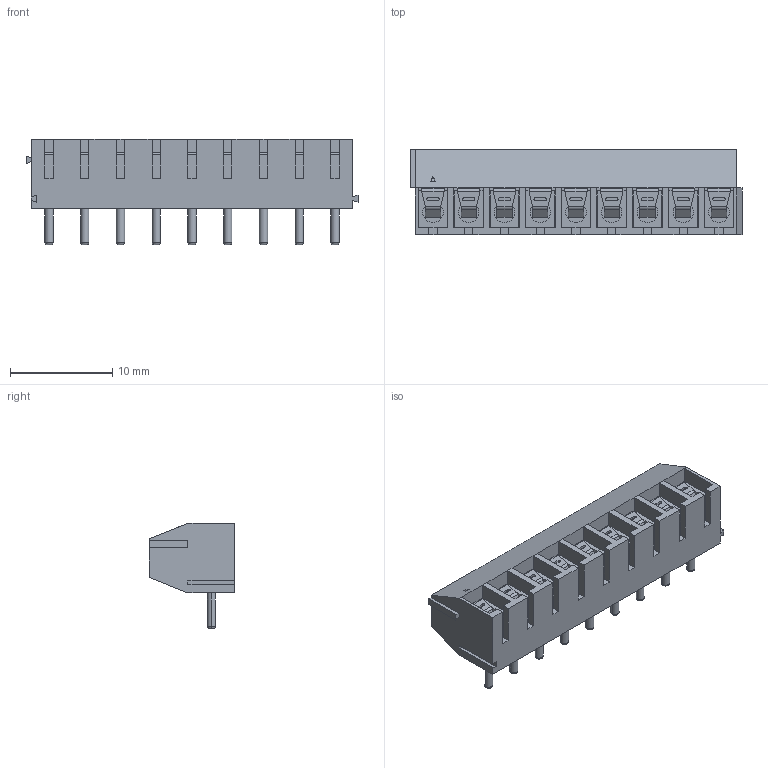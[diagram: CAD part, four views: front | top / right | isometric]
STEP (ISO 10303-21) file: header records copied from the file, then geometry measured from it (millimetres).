
FILE_DESCRIPTION (( 'STEP AP214' ), '1' );
FILE_NAME ('DG350R-3.5-09P-12-00AH.STEP', '2021-01-18T04:03:09', ( '' ), ( '' ), 'SwSTEP 2.0', 'SolidWorks 2020', '' );
FILE_SCHEMA (( 'AUTOMOTIVE_DESIGN' ));
Length unit declared in the file: millimetre
Products named in the file (1): DG350R-3.5-09P-12-00AH
Bounding box: 32.5 x 8.4 x 10.3 mm (x, y, z)
Volume: 1292.3 mm3; surface area: 2743.2 mm2
Topology: 1 solids, 1 shells, 896 faces, 2323 edges, 1491 vertices
Faces by surface type: plane 500, bspline 162, cylinder 135, torus 81, cone 18
Entity records: 43574 total; most frequent: CARTESIAN_POINT 14657, ORIENTED_EDGE 4646, DIRECTION 3865, EDGE_CURVE 2323, VERTEX_POINT 1491, VECTOR 1459, LINE 1459, AXIS2_PLACEMENT_3D 1203
